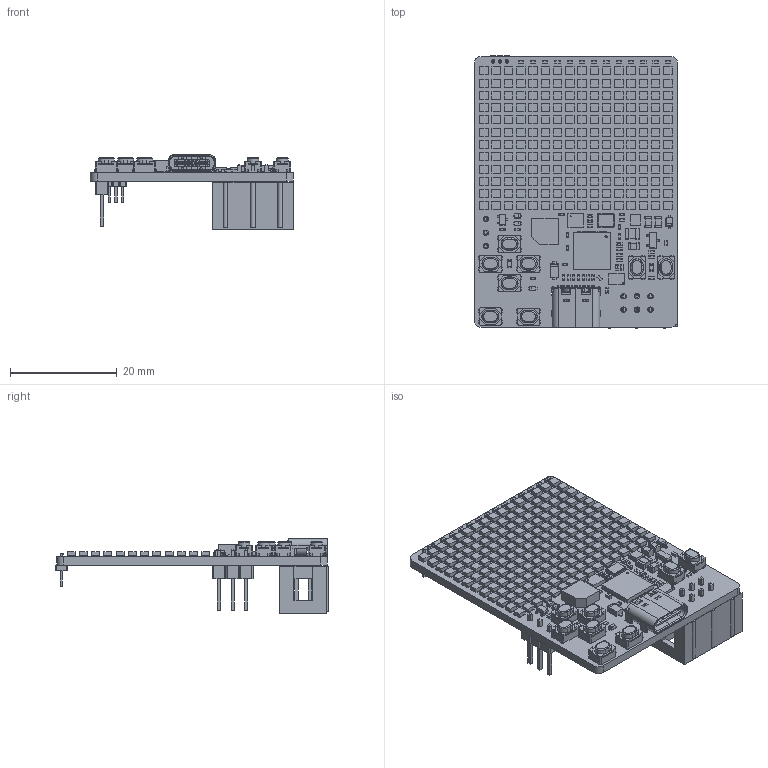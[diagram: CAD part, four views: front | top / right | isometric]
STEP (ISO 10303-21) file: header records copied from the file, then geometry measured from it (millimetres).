
FILE_DESCRIPTION(('KiCad electronic assembly'),'2;1');
FILE_NAME('badgesao.step','2024-10-01T06:26:13',('Pcbnew'),('Kicad'), 'Open CASCADE STEP processor 7.8','KiCad to STEP converter','Unknown' );
FILE_SCHEMA(('AUTOMOTIVE_DESIGN { 1 0 10303 214 1 1 1 1 }'));
Length unit declared in the file: millimetre
Products named in the file (46): badgesao 1; EKINGLUX_E6C1615RGBC3UDA; ASSEMBLY; C_0402_1005Metric; W25Q80EWUXIE; PTS810_SJK_250_SMTR_LFS; PTS810SJK250SMTR LFS; R_0402_1005Metric; D_SOD-123F; D_SOD_123F; L_1008_2520Metric; D_SOD-523; D_SOD_523; USB_C_Receptacle_GCT_USB4105-xx-A_16P_TopMnt_Horizontal; USB_C_Receptacle_16P_TopMnt_Horizontal_GCT_USB4105-xx-A; C_0805_2012Metric; Crystal_SMD_SeikoEpson_FA238-4Pin_3.2x2.5mm; LGA-14_3x2.5mm_P0.5mm_LayoutBorder3x4y; LGA_14_3x25mm_P05mm_LayoutBorder3x4y; SOT-23; SOT_23; TPS61022RWUR; SOT-323_SC-70; SOT_323_SC_70; QFN-56-1EP_7x7mm_P0.4mm_EP3.2x3.2mm; QFN_56_1EP_7x7mm_P04mm_EP32x32mm; D_0603_1608Metric; D_0603; CMT-5023S-SMT-TR; D_SOD-323; D_SOD_323; IDC-Header_2x03_P2.54mm_Vertical; IDC_Header_2x03_P254mm_Vertical; PinHeader_1x03_P2.54mm_Vertical; PinHeader_1x03_P254mm_Vertical; PinHeader_1x03_P1.27mm_Vertical; PinHeader_1x03_P127mm_Vertical; badgesao_PCB
Assembly tree (292 placements, depth 3):
  badgesao 1
    EKINGLUX_E6C1615RGBC3UDA  x192
      ASSEMBLY
    C_0402_1005Metric  x28
      C_0402_1005Metric
    W25Q80EWUXIE
      W25Q80EWUXIE
    PTS810_SJK_250_SMTR_LFS  x8
      PTS810SJK250SMTR LFS
    R_0402_1005Metric  x18
      R_0402_1005Metric
    D_SOD-123F
      D_SOD_123F
    L_1008_2520Metric
      L_1008_2520Metric
    D_SOD-523  x3
      D_SOD_523
    USB_C_Receptacle_GCT_USB4105-xx-A_16P_TopMnt_Horizontal
      USB_C_Receptacle_16P_TopMnt_Horizontal_GCT_USB4105-xx-A
    C_0805_2012Metric  x3
      C_0805_2012Metric
    Crystal_SMD_SeikoEpson_FA238-4Pin_3.2x2.5mm
      Crystal_SMD_SeikoEpson_FA238-4Pin_3.2x2.5mm
    LGA-14_3x2.5mm_P0.5mm_LayoutBorder3x4y
      LGA_14_3x25mm_P05mm_LayoutBorder3x4y
    SOT-23
      SOT_23
    TPS61022RWUR
      TPS61022RWUR
    SOT-323_SC-70
      SOT_323_SC_70
    QFN-56-1EP_7x7mm_P0.4mm_EP3.2x3.2mm
      QFN_56_1EP_7x7mm_P04mm_EP32x32mm
    D_0603_1608Metric  x2
      D_0603
    CMT-5023S-SMT-TR
      ASSEMBLY
    D_SOD-323
      D_SOD_323
    IDC-Header_2x03_P2.54mm_Vertical
      IDC_Header_2x03_P254mm_Vertical
    PinHeader_1x03_P2.54mm_Vertical
      PinHeader_1x03_P254mm_Vertical
    PinHeader_1x03_P1.27mm_Vertical
      PinHeader_1x03_P127mm_Vertical
    badgesao_PCB
Bounding box: 38.13 x 51.09 x 14.01 mm (x, y, z)
Volume: 4616.8 mm3; surface area: 9580.8 mm2
Topology: 1525 solids, 1525 shells, 12109 faces, 26339 edges, 17388 vertices
Faces by surface type: plane 11073, cylinder 892, bspline 120, torus 16, cone 8
Full cylindrical faces by diameter (mm): 0.2 x1, 0.4 x1, 0.5 x2, 0.6 x1, 0.65 x5, 1 x9, 1.016 x6
Entity records: 78269 total; most frequent: CARTESIAN_POINT 12194, ORIENTED_EDGE 11014, DIRECTION 10739, EDGE_CURVE 5507, LINE 4769, VECTOR 4769, VERTEX_POINT 3540, AXIS2_PLACEMENT_3D 2985
